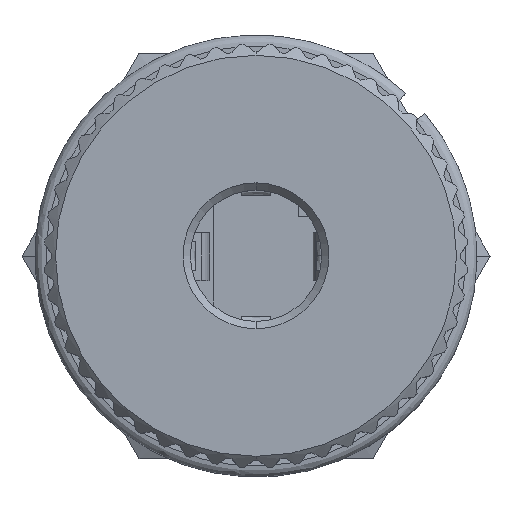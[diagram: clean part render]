
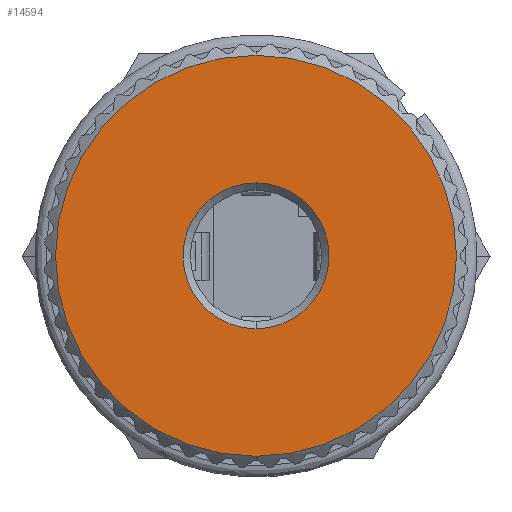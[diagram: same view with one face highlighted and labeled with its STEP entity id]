
A CAD part, top view. The second image highlights one B-rep face of the part: STEP entity #14594.
In plain terms, the highlighted face is planar.
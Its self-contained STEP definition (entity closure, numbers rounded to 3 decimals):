
#108 = ORIENTED_EDGE ( 'NONE', *, *, #1868, .T. ) ;
#207 = DIRECTION ( 'NONE',  ( 1., 0., 0. ) ) ;
#735 = AXIS2_PLACEMENT_3D ( 'NONE', #5924, #22204, #9543 ) ;
#967 = DIRECTION ( 'NONE',  ( 0., 0., -1. ) ) ;
#1600 = DIRECTION ( 'NONE',  ( 1., 0., 0. ) ) ;
#1717 = VERTEX_POINT ( 'NONE', #11688 ) ;
#1868 = EDGE_CURVE ( 'NONE', #16915, #1717, #19813, .T. ) ;
#2588 = ORIENTED_EDGE ( 'NONE', *, *, #13316, .F. ) ;
#2689 = DIRECTION ( 'NONE',  ( 1., 0., 0. ) ) ;
#3257 = CARTESIAN_POINT ( 'NONE',  ( 0., 0., 1.98 ) ) ;
#3297 = FACE_OUTER_BOUND ( 'NONE', #6559, .T. ) ;
#3662 = CARTESIAN_POINT ( 'NONE',  ( 0., 0., 0. ) ) ;
#4138 = CARTESIAN_POINT ( 'NONE',  ( 0., 0., 0. ) ) ;
#4732 = FACE_BOUND ( 'NONE', #16510, .T. ) ;
#5418 = AXIS2_PLACEMENT_3D ( 'NONE', #3662, #1600, #14175 ) ;
#5924 = CARTESIAN_POINT ( 'NONE',  ( 0., 0., 0. ) ) ;
#6559 = EDGE_LOOP ( 'NONE', ( #18528, #2588 ) ) ;
#8568 = ORIENTED_EDGE ( 'NONE', *, *, #22679, .T. ) ;
#8652 = AXIS2_PLACEMENT_3D ( 'NONE', #15383, #2689, #967 ) ;
#8738 = CIRCLE ( 'NONE', #10949, 5.442 ) ;
#8855 = VERTEX_POINT ( 'NONE', #20013 ) ;
#9543 = DIRECTION ( 'NONE',  ( 0., 0., -1. ) ) ;
#10637 = CIRCLE ( 'NONE', #735, 5.442 ) ;
#10949 = AXIS2_PLACEMENT_3D ( 'NONE', #19911, #10950, #12779 ) ;
#10950 = DIRECTION ( 'NONE',  ( 1., 0., 0. ) ) ;
#11688 = CARTESIAN_POINT ( 'NONE',  ( 0., 0., -1.98 ) ) ;
#11811 = CARTESIAN_POINT ( 'NONE',  ( 0., 0., 5.442 ) ) ;
#12779 = DIRECTION ( 'NONE',  ( 0., 0., -1. ) ) ;
#13316 = EDGE_CURVE ( 'NONE', #19672, #8855, #10637, .T. ) ;
#14175 = DIRECTION ( 'NONE',  ( 0., 0., -1. ) ) ;
#14290 = AXIS2_PLACEMENT_3D ( 'NONE', #4138, #207, #16722 ) ;
#14594 = ADVANCED_FACE ( 'NONE', ( #4732, #3297 ), #19987, .F. ) ;
#15383 = CARTESIAN_POINT ( 'NONE',  ( 0., 0., 0. ) ) ;
#16510 = EDGE_LOOP ( 'NONE', ( #108, #8568 ) ) ;
#16722 = DIRECTION ( 'NONE',  ( 0., 0., -1. ) ) ;
#16915 = VERTEX_POINT ( 'NONE', #3257 ) ;
#18528 = ORIENTED_EDGE ( 'NONE', *, *, #19819, .F. ) ;
#19672 = VERTEX_POINT ( 'NONE', #11811 ) ;
#19813 = CIRCLE ( 'NONE', #8652, 1.98 ) ;
#19819 = EDGE_CURVE ( 'NONE', #8855, #19672, #8738, .T. ) ;
#19911 = CARTESIAN_POINT ( 'NONE',  ( 0., 0., 0. ) ) ;
#19987 = PLANE ( 'NONE',  #14290 ) ;
#20013 = CARTESIAN_POINT ( 'NONE',  ( 0., 0., -5.442 ) ) ;
#21051 = CIRCLE ( 'NONE', #5418, 1.98 ) ;
#22204 = DIRECTION ( 'NONE',  ( 1., 0., 0. ) ) ;
#22679 = EDGE_CURVE ( 'NONE', #1717, #16915, #21051, .T. ) ;
